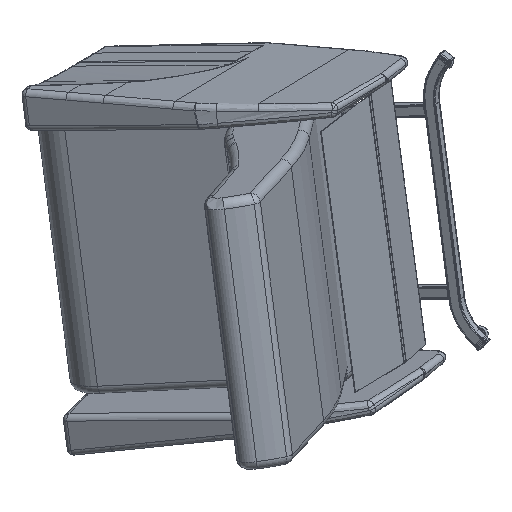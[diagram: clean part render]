
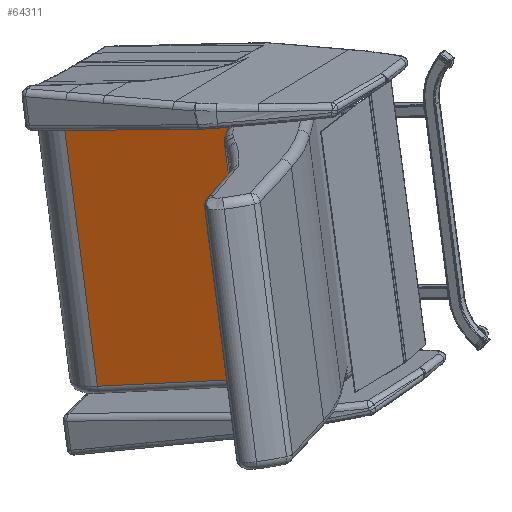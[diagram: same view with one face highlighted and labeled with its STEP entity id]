
A CAD part, isometric view. The second image highlights one B-rep face of the part: STEP entity #64311.
In plain terms, the highlighted face is planar.
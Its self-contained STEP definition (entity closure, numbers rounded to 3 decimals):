
#4001=PLANE('',#68488);
#6439=LINE('',#97276,#10024);
#6445=LINE('',#97295,#10030);
#6446=LINE('',#97297,#10031);
#6447=LINE('',#97298,#10032);
#10024=VECTOR('',#75994,0.394);
#10030=VECTOR('',#76018,0.394);
#10031=VECTOR('',#76019,0.394);
#10032=VECTOR('',#76020,0.394);
#14804=FACE_OUTER_BOUND('',#18692,.T.);
#18692=EDGE_LOOP('',(#45231,#45232,#45233,#45234));
#28594=VERTEX_POINT('',#97273);
#28595=VERTEX_POINT('',#97275);
#28599=VERTEX_POINT('',#97294);
#28600=VERTEX_POINT('',#97296);
#35145=EDGE_CURVE('',#28594,#28595,#6439,.T.);
#35155=EDGE_CURVE('',#28594,#28599,#6445,.T.);
#35156=EDGE_CURVE('',#28600,#28599,#6446,.T.);
#35157=EDGE_CURVE('',#28595,#28600,#6447,.T.);
#45231=ORIENTED_EDGE('',*,*,#35145,.F.);
#45232=ORIENTED_EDGE('',*,*,#35155,.T.);
#45233=ORIENTED_EDGE('',*,*,#35156,.F.);
#45234=ORIENTED_EDGE('',*,*,#35157,.F.);
#64311=ADVANCED_FACE('',(#14804),#4001,.T.);
#68488=AXIS2_PLACEMENT_3D('',#97293,#76016,#76017);
#75994=DIRECTION('',(0.,-1.,0.));
#76016=DIRECTION('center_axis',(-1.,0.,0.));
#76017=DIRECTION('ref_axis',(0.,1.,0.));
#76018=DIRECTION('',(0.,0.,-1.));
#76019=DIRECTION('',(0.,1.,0.));
#76020=DIRECTION('',(0.,0.,-1.));
#97273=CARTESIAN_POINT('',(0.063,23.502,-0.75));
#97275=CARTESIAN_POINT('',(0.063,3.002,-0.75));
#97276=CARTESIAN_POINT('',(0.063,12.101,-0.75));
#97293=CARTESIAN_POINT('Origin',(0.063,11.625,0.));
#97294=CARTESIAN_POINT('',(0.063,23.502,-22.25));
#97295=CARTESIAN_POINT('',(0.063,23.502,0.));
#97296=CARTESIAN_POINT('',(0.063,3.002,-22.25));
#97297=CARTESIAN_POINT('',(0.063,12.101,-22.25));
#97298=CARTESIAN_POINT('',(0.063,3.002,0.));
